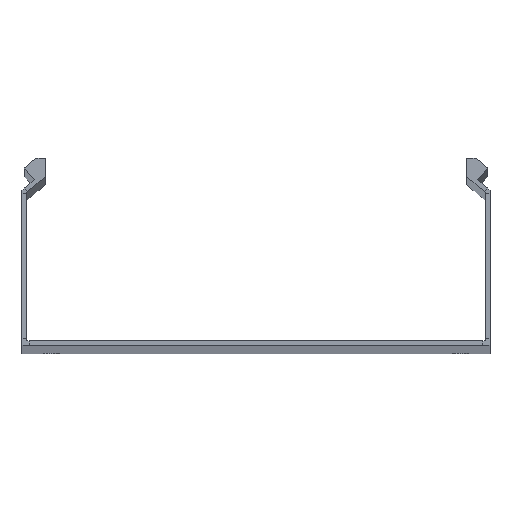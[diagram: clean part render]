
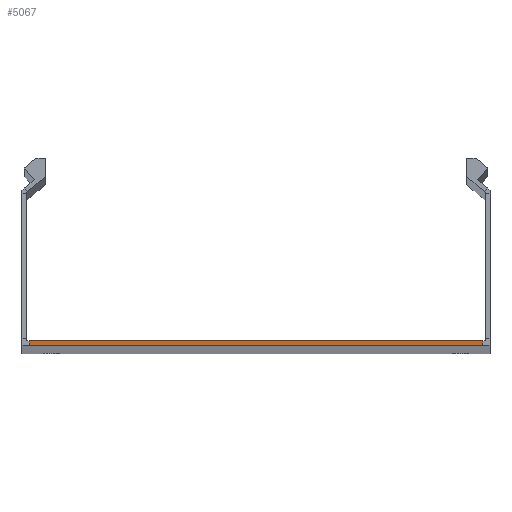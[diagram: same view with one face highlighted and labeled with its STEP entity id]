
A CAD part, top view. The second image highlights one B-rep face of the part: STEP entity #5067.
In plain terms, the highlighted planar face has unit normal (0, 0, 1).
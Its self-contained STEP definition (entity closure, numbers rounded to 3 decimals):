
#379 = FACE_OUTER_BOUND ( 'NONE', #2230, .T. ) ;
#393 = AXIS2_PLACEMENT_3D ( 'NONE', #4305, #5146, #2361 ) ;
#461 = DIRECTION ( 'NONE',  ( 0., -1., 0. ) ) ;
#849 = CARTESIAN_POINT ( 'NONE',  ( -100., 2., 1000. ) ) ;
#900 = VECTOR ( 'NONE', #3764, 1000. ) ;
#903 = CARTESIAN_POINT ( 'NONE',  ( -97., 2., 1000. ) ) ;
#1256 = ORIENTED_EDGE ( 'NONE', *, *, #3675, .T. ) ;
#1260 = CARTESIAN_POINT ( 'NONE',  ( -97., 0., 1000. ) ) ;
#1594 = VERTEX_POINT ( 'NONE', #903 ) ;
#1706 = ORIENTED_EDGE ( 'NONE', *, *, #4489, .T. ) ;
#1815 = LINE ( 'NONE', #3823, #5794 ) ;
#1898 = LINE ( 'NONE', #849, #2191 ) ;
#1909 = CARTESIAN_POINT ( 'NONE',  ( 97., 0., 1000. ) ) ;
#1986 = PLANE ( 'NONE',  #393 ) ;
#2191 = VECTOR ( 'NONE', #2708, 1000. ) ;
#2230 = EDGE_LOOP ( 'NONE', ( #5581, #1706, #1256, #5232 ) ) ;
#2305 = CARTESIAN_POINT ( 'NONE',  ( 97., 0., 1000. ) ) ;
#2361 = DIRECTION ( 'NONE',  ( 1., 0., 0. ) ) ;
#2364 = VERTEX_POINT ( 'NONE', #2305 ) ;
#2708 = DIRECTION ( 'NONE',  ( -1., 0., 0. ) ) ;
#3464 = CARTESIAN_POINT ( 'NONE',  ( 97., 2., 1000. ) ) ;
#3546 = VERTEX_POINT ( 'NONE', #3464 ) ;
#3675 = EDGE_CURVE ( 'NONE', #3546, #1594, #1898, .T. ) ;
#3764 = DIRECTION ( 'NONE',  ( 0., 1., 0. ) ) ;
#3823 = CARTESIAN_POINT ( 'NONE',  ( -100., 0., 1000. ) ) ;
#3842 = DIRECTION ( 'NONE',  ( -1., 0., 0. ) ) ;
#4270 = LINE ( 'NONE', #1909, #900 ) ;
#4305 = CARTESIAN_POINT ( 'NONE',  ( 98., 3., 1000. ) ) ;
#4489 = EDGE_CURVE ( 'NONE', #2364, #3546, #4270, .T. ) ;
#4523 = EDGE_CURVE ( 'NONE', #2364, #5279, #1815, .T. ) ;
#4881 = EDGE_CURVE ( 'NONE', #1594, #5279, #5284, .T. ) ;
#5067 = ADVANCED_FACE ( 'NONE', ( #379 ), #1986, .T. ) ;
#5146 = DIRECTION ( 'NONE',  ( 0., 0., 1. ) ) ;
#5232 = ORIENTED_EDGE ( 'NONE', *, *, #4881, .T. ) ;
#5279 = VERTEX_POINT ( 'NONE', #1260 ) ;
#5284 = LINE ( 'NONE', #5499, #5788 ) ;
#5499 = CARTESIAN_POINT ( 'NONE',  ( -97., 2., 1000. ) ) ;
#5581 = ORIENTED_EDGE ( 'NONE', *, *, #4523, .F. ) ;
#5788 = VECTOR ( 'NONE', #461, 1000. ) ;
#5794 = VECTOR ( 'NONE', #3842, 1000. ) ;
